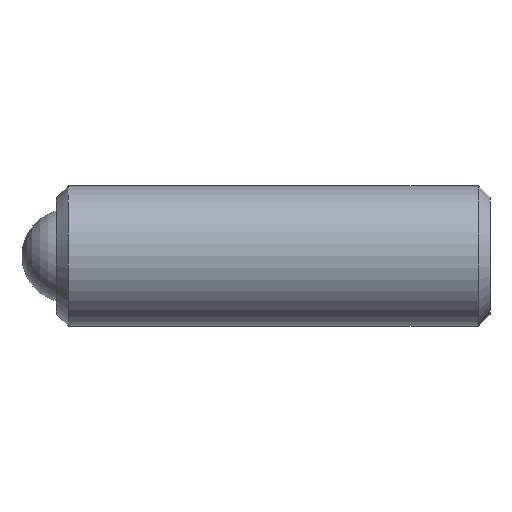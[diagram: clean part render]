
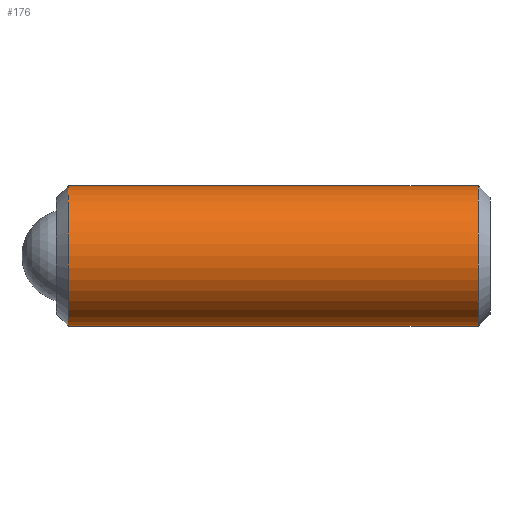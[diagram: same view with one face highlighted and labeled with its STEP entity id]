
A CAD part, top view. The second image highlights one B-rep face of the part: STEP entity #176.
In plain terms, the highlighted cylindrical face has radius 1.5 mm (diameter 3 mm), a partial arc.
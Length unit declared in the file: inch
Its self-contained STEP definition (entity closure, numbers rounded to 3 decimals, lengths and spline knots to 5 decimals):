
#51 = EDGE_CURVE ( 'NONE', #199, #194, #505, .T. ) ;
#118 = ORIENTED_EDGE ( 'NONE', *, *, #128, .F. ) ;
#125 = ORIENTED_EDGE ( 'NONE', *, *, #51, .T. ) ;
#126 = VERTEX_POINT ( 'NONE', #748 ) ;
#127 = EDGE_CURVE ( 'NONE', #126, #199, #736, .T. ) ;
#128 = EDGE_CURVE ( 'NONE', #126, #191, #731, .T. ) ;
#175 = ORIENTED_EDGE ( 'NONE', *, *, #213, .T. ) ;
#176 = ADVANCED_FACE ( 'NONE', ( #785 ), #848, .T. ) ;
#177 = ORIENTED_EDGE ( 'NONE', *, *, #127, .T. ) ;
#191 = VERTEX_POINT ( 'NONE', #1018 ) ;
#194 = VERTEX_POINT ( 'NONE', #1056 ) ;
#199 = VERTEX_POINT ( 'NONE', #1008 ) ;
#213 = EDGE_CURVE ( 'NONE', #194, #191, #1090, .T. ) ;
#214 = EDGE_LOOP ( 'NONE', ( #177, #125, #175, #118 ) ) ;
#422 = DIRECTION ( 'NONE',  ( -1., 0., 0. ) ) ;
#423 = VECTOR ( 'NONE', #422, 39.37008 ) ;
#439 = CARTESIAN_POINT ( 'NONE',  ( -0.14139, 0.06457, -0.00803 ) ) ;
#505 = LINE ( 'NONE', #439, #423 ) ;
#728 = DIRECTION ( 'NONE',  ( -1., 0., 0. ) ) ;
#729 = VECTOR ( 'NONE', #728, 39.37008 ) ;
#730 = CARTESIAN_POINT ( 'NONE',  ( -0.14139, -0.05354, -0.00803 ) ) ;
#731 = LINE ( 'NONE', #730, #729 ) ;
#732 = DIRECTION ( 'NONE',  ( 0., -1., 0. ) ) ;
#733 = DIRECTION ( 'NONE',  ( -1., 0., 0. ) ) ;
#734 = CARTESIAN_POINT ( 'NONE',  ( 0.14761, 0.00552, -0.00803 ) ) ;
#735 = AXIS2_PLACEMENT_3D ( 'NONE', #734, #733, #732 ) ;
#736 = CIRCLE ( 'NONE', #735, 0.05906 ) ;
#748 = CARTESIAN_POINT ( 'NONE',  ( 0.14761, -0.05354, -0.00803 ) ) ;
#785 = FACE_OUTER_BOUND ( 'NONE', #214, .T. ) ;
#823 = DIRECTION ( 'NONE',  ( 0., -1., 0. ) ) ;
#827 = CARTESIAN_POINT ( 'NONE',  ( -0.14139, 0.00552, -0.00803 ) ) ;
#848 = CYLINDRICAL_SURFACE ( 'NONE', #882, 0.05906 ) ;
#861 = DIRECTION ( 'NONE',  ( -1., 0., 0. ) ) ;
#882 = AXIS2_PLACEMENT_3D ( 'NONE', #827, #861, #823 ) ;
#949 = DIRECTION ( 'NONE',  ( 0., 1., 0. ) ) ;
#950 = DIRECTION ( 'NONE',  ( 1., 0., 0. ) ) ;
#951 = CARTESIAN_POINT ( 'NONE',  ( -0.19739, 0.00552, -0.00803 ) ) ;
#952 = AXIS2_PLACEMENT_3D ( 'NONE', #951, #950, #949 ) ;
#1008 = CARTESIAN_POINT ( 'NONE',  ( 0.14761, 0.06457, -0.00803 ) ) ;
#1018 = CARTESIAN_POINT ( 'NONE',  ( -0.19739, -0.05354, -0.00803 ) ) ;
#1056 = CARTESIAN_POINT ( 'NONE',  ( -0.19739, 0.06457, -0.00803 ) ) ;
#1090 = CIRCLE ( 'NONE', #952, 0.05906 ) ;
